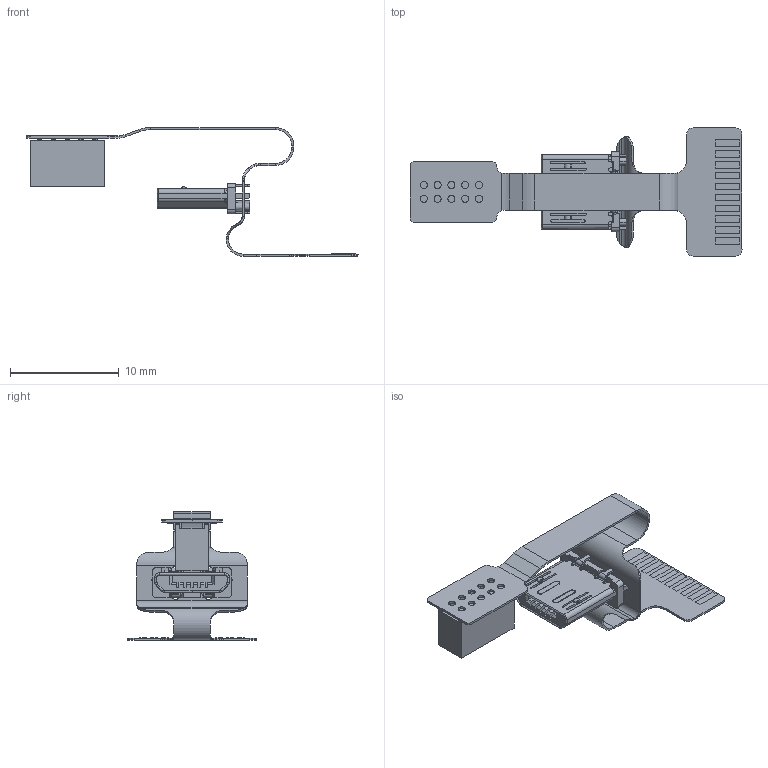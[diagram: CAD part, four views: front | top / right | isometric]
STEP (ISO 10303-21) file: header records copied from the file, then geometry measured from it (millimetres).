
FILE_DESCRIPTION(/* description */ (''),/* implementation_level */ '2;1');
FILE_NAME(/* name */ 'DaisyInterconnect.step',/* time_stamp */ '2023-11-04T23:42:02+02:00',/* author */ (''),/* organization */ (''),/* preprocessor_version */ 'ST-DEVELOPER v20',/* originating_system */ 'Autodesk Translation Framework v12.14.0.127',/* authorisation */ '');
FILE_SCHEMA (('AUTOMOTIVE_DESIGN { 1 0 10303 214 3 1 1 }'));
Length unit declared in the file: millimetre
Products named in the file (6): DaisyInterconnect; DaisyInterconnect_1; Flex PCB; USB Plug; 2x5 Socket; Pads
Assembly tree (5 placements, depth 3):
  DaisyInterconnect
    DaisyInterconnect_1
      Flex PCB
      USB Plug
      2x5 Socket
      Pads
Bounding box: 30.55 x 11.8 x 11.87 mm (x, y, z)
Volume: 222.2 mm3; surface area: 1159.7 mm2
Topology: 19 solids, 19 shells, 847 faces, 2273 edges, 1478 vertices
Faces by surface type: plane 563, cylinder 200, bspline 78, torus 6
Full cylindrical faces by diameter (mm): 0.5 x5, 0.6 x4, 0.65 x10, 0.75 x2, 0.85 x2
Entity records: 27828 total; most frequent: CARTESIAN_POINT 6587, ORIENTED_EDGE 4546, DIRECTION 4057, EDGE_CURVE 2273, LINE 1713, VECTOR 1713, VERTEX_POINT 1478, AXIS2_PLACEMENT_3D 1172
